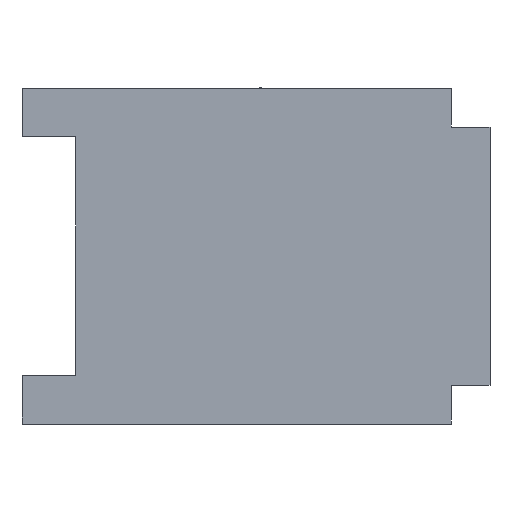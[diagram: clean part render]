
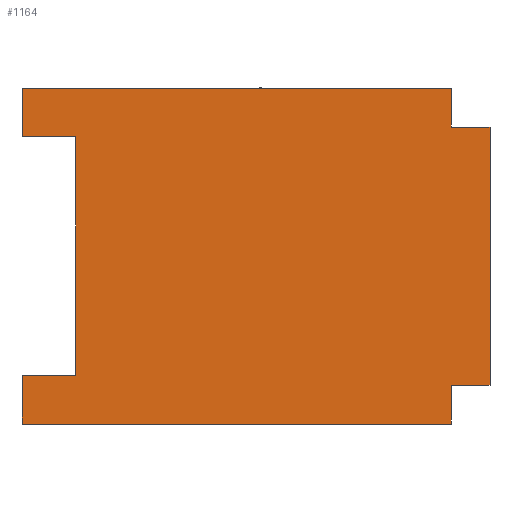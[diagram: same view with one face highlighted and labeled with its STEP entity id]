
A CAD part, front view. The second image highlights one B-rep face of the part: STEP entity #1164.
In plain terms, the highlighted planar face has unit normal (0, -1, 0).
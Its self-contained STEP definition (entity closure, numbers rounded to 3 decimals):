
#80=FACE_OUTER_BOUND('',#148,.T.);
#148=EDGE_LOOP('',(#963,#964,#965,#966,#967,#968,#969,#970,#971,#972,#973,
#974));
#249=LINE('',#1741,#405);
#252=LINE('',#1747,#408);
#255=LINE('',#1753,#411);
#258=LINE('',#1759,#414);
#261=LINE('',#1765,#417);
#264=LINE('',#1771,#420);
#267=LINE('',#1777,#423);
#270=LINE('',#1783,#426);
#273=LINE('',#1789,#429);
#276=LINE('',#1795,#432);
#279=LINE('',#1801,#435);
#282=LINE('',#1805,#438);
#405=VECTOR('',#1431,10.);
#408=VECTOR('',#1436,10.);
#411=VECTOR('',#1441,10.);
#414=VECTOR('',#1446,10.);
#417=VECTOR('',#1451,10.);
#420=VECTOR('',#1456,10.);
#423=VECTOR('',#1461,10.);
#426=VECTOR('',#1466,10.);
#429=VECTOR('',#1471,10.);
#432=VECTOR('',#1476,10.);
#435=VECTOR('',#1481,10.);
#438=VECTOR('',#1486,10.);
#533=VERTEX_POINT('',#1738);
#534=VERTEX_POINT('',#1740);
#536=VERTEX_POINT('',#1746);
#538=VERTEX_POINT('',#1752);
#540=VERTEX_POINT('',#1758);
#542=VERTEX_POINT('',#1764);
#544=VERTEX_POINT('',#1770);
#546=VERTEX_POINT('',#1776);
#548=VERTEX_POINT('',#1782);
#550=VERTEX_POINT('',#1788);
#552=VERTEX_POINT('',#1794);
#554=VERTEX_POINT('',#1800);
#665=EDGE_CURVE('',#534,#533,#249,.T.);
#668=EDGE_CURVE('',#536,#534,#252,.T.);
#671=EDGE_CURVE('',#538,#536,#255,.T.);
#674=EDGE_CURVE('',#540,#538,#258,.T.);
#677=EDGE_CURVE('',#542,#540,#261,.T.);
#680=EDGE_CURVE('',#544,#542,#264,.T.);
#683=EDGE_CURVE('',#546,#544,#267,.T.);
#686=EDGE_CURVE('',#548,#546,#270,.T.);
#689=EDGE_CURVE('',#550,#548,#273,.T.);
#692=EDGE_CURVE('',#552,#550,#276,.T.);
#695=EDGE_CURVE('',#554,#552,#279,.T.);
#698=EDGE_CURVE('',#533,#554,#282,.T.);
#963=ORIENTED_EDGE('',*,*,#698,.T.);
#964=ORIENTED_EDGE('',*,*,#695,.T.);
#965=ORIENTED_EDGE('',*,*,#692,.T.);
#966=ORIENTED_EDGE('',*,*,#689,.T.);
#967=ORIENTED_EDGE('',*,*,#686,.T.);
#968=ORIENTED_EDGE('',*,*,#683,.T.);
#969=ORIENTED_EDGE('',*,*,#680,.T.);
#970=ORIENTED_EDGE('',*,*,#677,.T.);
#971=ORIENTED_EDGE('',*,*,#674,.T.);
#972=ORIENTED_EDGE('',*,*,#671,.T.);
#973=ORIENTED_EDGE('',*,*,#668,.T.);
#974=ORIENTED_EDGE('',*,*,#665,.T.);
#1098=PLANE('',#1250);
#1164=ADVANCED_FACE('',(#80),#1098,.T.);
#1250=AXIS2_PLACEMENT_3D('',#1807,#1489,#1490);
#1431=DIRECTION('',(0.,0.,1.));
#1436=DIRECTION('',(1.,0.,0.));
#1441=DIRECTION('',(0.,0.,-1.));
#1446=DIRECTION('',(-1.,0.,0.));
#1451=DIRECTION('',(0.,0.,-1.));
#1456=DIRECTION('',(1.,0.,0.));
#1461=DIRECTION('',(0.,0.,-1.));
#1466=DIRECTION('',(-1.,0.,0.));
#1471=DIRECTION('',(0.,0.,1.));
#1476=DIRECTION('',(-1.,0.,0.));
#1481=DIRECTION('',(0.,0.,1.));
#1486=DIRECTION('',(1.,0.,0.));
#1489=DIRECTION('center_axis',(0.,-1.,0.));
#1490=DIRECTION('ref_axis',(0.,0.,-1.));
#1738=CARTESIAN_POINT('',(44.6,6.5,-26.5));
#1740=CARTESIAN_POINT('',(44.6,6.5,-34.5));
#1741=CARTESIAN_POINT('',(44.6,6.5,-26.5));
#1746=CARTESIAN_POINT('',(-43.5,6.5,-34.5));
#1747=CARTESIAN_POINT('',(44.6,6.5,-34.5));
#1752=CARTESIAN_POINT('',(-43.5,6.5,-24.5));
#1753=CARTESIAN_POINT('',(-43.5,6.5,-34.5));
#1758=CARTESIAN_POINT('',(-32.5,6.5,-24.5));
#1759=CARTESIAN_POINT('',(-43.5,6.5,-24.5));
#1764=CARTESIAN_POINT('',(-32.5,6.5,24.5));
#1765=CARTESIAN_POINT('',(-32.5,6.5,-24.5));
#1770=CARTESIAN_POINT('',(-43.5,6.5,24.5));
#1771=CARTESIAN_POINT('',(-32.5,6.5,24.5));
#1776=CARTESIAN_POINT('',(-43.5,6.5,34.5));
#1777=CARTESIAN_POINT('',(-43.5,6.5,24.5));
#1782=CARTESIAN_POINT('',(44.6,6.5,34.5));
#1783=CARTESIAN_POINT('',(-43.5,6.5,34.5));
#1788=CARTESIAN_POINT('',(44.6,6.5,26.5));
#1789=CARTESIAN_POINT('',(44.6,6.5,34.5));
#1794=CARTESIAN_POINT('',(52.6,6.5,26.5));
#1795=CARTESIAN_POINT('',(44.6,6.5,26.5));
#1800=CARTESIAN_POINT('',(52.6,6.5,-26.5));
#1801=CARTESIAN_POINT('',(52.6,6.5,26.5));
#1805=CARTESIAN_POINT('',(52.6,6.5,-26.5));
#1807=CARTESIAN_POINT('Origin',(4.55,6.5,0.));
